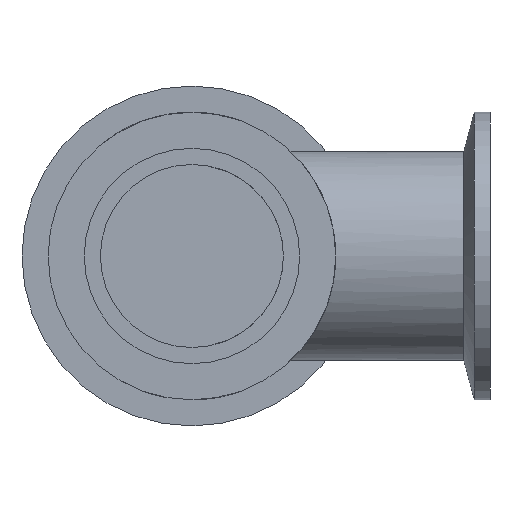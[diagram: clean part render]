
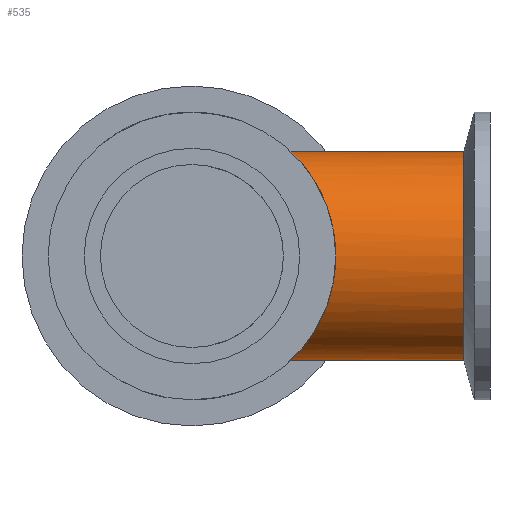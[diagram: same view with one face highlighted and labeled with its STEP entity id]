
A CAD part, front view. The second image highlights one B-rep face of the part: STEP entity #535.
In plain terms, the highlighted cylindrical face has radius 20 mm (diameter 40 mm), a partial arc.
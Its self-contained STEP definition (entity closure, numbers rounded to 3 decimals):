
#20 = CARTESIAN_POINT ( 'NONE',  ( 18.875, 0., 20. ) ) ;
#149 = CARTESIAN_POINT ( 'NONE',  ( 26.976, -19.274, -5.381 ) ) ;
#381 = CARTESIAN_POINT ( 'NONE',  ( 18.875, 0., -20. ) ) ;
#535 = ADVANCED_FACE ( 'NONE', ( #42505 ), #3349, .T. ) ;
#1436 = CARTESIAN_POINT ( 'NONE',  ( 18.913, -1.379, 19.964 ) ) ;
#2079 = ORIENTED_EDGE ( 'NONE', *, *, #8150, .F. ) ;
#3349 = CYLINDRICAL_SURFACE ( 'NONE', #21259, 20. ) ;
#3729 = CARTESIAN_POINT ( 'NONE',  ( 19.07, -2.743, 19.814 ) ) ;
#3951 = EDGE_CURVE ( 'NONE', #5950, #19414, #35211, .T. ) ;
#4041 = CARTESIAN_POINT ( 'NONE',  ( 27.447, -19.927, -1.745 ) ) ;
#4351 = CARTESIAN_POINT ( 'NONE',  ( 24.072, -14.943, -13.308 ) ) ;
#4665 = CARTESIAN_POINT ( 'NONE',  ( 18.875, -0.685, -20. ) ) ;
#4979 = CARTESIAN_POINT ( 'NONE',  ( 26.684, -18.862, -6.657 ) ) ;
#5038 = CARTESIAN_POINT ( 'NONE',  ( 57., 0., 20. ) ) ;
#5950 = VERTEX_POINT ( 'NONE', #59785 ) ;
#6110 = ORIENTED_EDGE ( 'NONE', *, *, #3951, .T. ) ;
#7288 = EDGE_CURVE ( 'NONE', #59894, #28996, #23277, .T. ) ;
#8150 = EDGE_CURVE ( 'NONE', #28996, #19414, #43113, .T. ) ;
#8281 = VECTOR ( 'NONE', #18470, 1000. ) ;
#9185 = CARTESIAN_POINT ( 'NONE',  ( 20.894, -9.03, 17.893 ) ) ;
#9496 = CARTESIAN_POINT ( 'NONE',  ( 21.406, -10.137, 17.286 ) ) ;
#9810 = CARTESIAN_POINT ( 'NONE',  ( 23.007, -13.162, -15.072 ) ) ;
#10127 = CARTESIAN_POINT ( 'NONE',  ( 24.089, -14.985, 13.306 ) ) ;
#11273 = ORIENTED_EDGE ( 'NONE', *, *, #7288, .F. ) ;
#13698 = CARTESIAN_POINT ( 'NONE',  ( 27.101, -19.447, 4.682 ) ) ;
#14010 = CARTESIAN_POINT ( 'NONE',  ( 19.706, -5.673, -19.181 ) ) ;
#14326 = CARTESIAN_POINT ( 'NONE',  ( 19.616, -5.352, -19.274 ) ) ;
#14641 = CARTESIAN_POINT ( 'NONE',  ( 26.433, -18.506, -7.591 ) ) ;
#14908 = CARTESIAN_POINT ( 'NONE',  ( 52., 0., -20. ) ) ;
#14957 = CARTESIAN_POINT ( 'NONE',  ( 22.466, -12.192, -15.866 ) ) ;
#16228 = CARTESIAN_POINT ( 'NONE',  ( 18.875, -0.691, 20. ) ) ;
#18470 = DIRECTION ( 'NONE',  ( -1., 0., 0. ) ) ;
#18494 = CARTESIAN_POINT ( 'NONE',  ( 19.994, -6.623, 18.883 ) ) ;
#18802 = CARTESIAN_POINT ( 'NONE',  ( 22.47, -12.198, 15.862 ) ) ;
#18819 = DIRECTION ( 'NONE',  ( 0., 0., -1. ) ) ;
#19114 = CARTESIAN_POINT ( 'NONE',  ( 19.615, -5.371, 19.277 ) ) ;
#19414 = VERTEX_POINT ( 'NONE', #20 ) ;
#19427 = CARTESIAN_POINT ( 'NONE',  ( 26.761, -18.972, -6.339 ) ) ;
#19746 = CARTESIAN_POINT ( 'NONE',  ( 27.098, -19.443, -4.733 ) ) ;
#21259 = AXIS2_PLACEMENT_3D ( 'NONE', #32866, #42826, #22931 ) ;
#22931 = DIRECTION ( 'NONE',  ( 0., 0., 1. ) ) ;
#23277 = LINE ( 'NONE', #62411, #8281 ) ;
#23302 = CARTESIAN_POINT ( 'NONE',  ( 27.294, -19.717, -3.421 ) ) ;
#23618 = CARTESIAN_POINT ( 'NONE',  ( 23.277, -13.626, -14.653 ) ) ;
#23928 = CARTESIAN_POINT ( 'NONE',  ( 24.837, -16.146, -11.82 ) ) ;
#24239 = CARTESIAN_POINT ( 'NONE',  ( 19.374, -4.382, -19.517 ) ) ;
#24557 = CARTESIAN_POINT ( 'NONE',  ( 27.37, -19.821, -2.756 ) ) ;
#27818 = DIRECTION ( 'NONE',  ( 1., 0., 0. ) ) ;
#28427 = CARTESIAN_POINT ( 'NONE',  ( 26.979, -19.278, 5.337 ) ) ;
#28996 = VERTEX_POINT ( 'NONE', #381 ) ;
#29059 = CARTESIAN_POINT ( 'NONE',  ( 24.586, -15.758, -12.333 ) ) ;
#29373 = CARTESIAN_POINT ( 'NONE',  ( 19.45, -4.707, -19.441 ) ) ;
#31343 = EDGE_LOOP ( 'NONE', ( #11273, #38574, #6110, #2079 ) ) ;
#32256 = EDGE_CURVE ( 'NONE', #5950, #59894, #39413, .T. ) ;
#32866 = CARTESIAN_POINT ( 'NONE',  ( 57., 0., 0. ) ) ;
#33244 = CARTESIAN_POINT ( 'NONE',  ( 27.4, -19.863, 2.696 ) ) ;
#33557 = CARTESIAN_POINT ( 'NONE',  ( 23.285, -13.641, 14.64 ) ) ;
#33871 = CARTESIAN_POINT ( 'NONE',  ( 25.552, -17.232, -10.233 ) ) ;
#34193 = CARTESIAN_POINT ( 'NONE',  ( 19.167, -3.399, -19.72 ) ) ;
#34508 = CARTESIAN_POINT ( 'NONE',  ( 27.493, -19.99, -0.723 ) ) ;
#35211 = LINE ( 'NONE', #5038, #45920 ) ;
#38063 = CARTESIAN_POINT ( 'NONE',  ( 18.875, 0., -20. ) ) ;
#38383 = CARTESIAN_POINT ( 'NONE',  ( 20.207, -7.237, 18.656 ) ) ;
#38574 = ORIENTED_EDGE ( 'NONE', *, *, #32256, .F. ) ;
#38695 = CARTESIAN_POINT ( 'NONE',  ( 26.698, -18.883, 6.625 ) ) ;
#39010 = CARTESIAN_POINT ( 'NONE',  ( 27.155, -19.524, 4.352 ) ) ;
#39329 = CARTESIAN_POINT ( 'NONE',  ( 18.913, -1.378, -19.964 ) ) ;
#39413 = CIRCLE ( 'NONE', #51706, 20. ) ;
#42505 = FACE_OUTER_BOUND ( 'NONE', #31343, .T. ) ;
#42826 = DIRECTION ( 'NONE',  ( -1., 0., 0. ) ) ;
#42889 = CARTESIAN_POINT ( 'NONE',  ( 19.06, -2.733, -19.824 ) ) ;
#42905 = CARTESIAN_POINT ( 'NONE',  ( 52., 0., 0. ) ) ;
#43113 = B_SPLINE_CURVE_WITH_KNOTS ( 'NONE', 3,
 ( #38063, #4665, #39329, #42889, #34193, #24239, #29373, #14326, #14010, #53769, #43828, #57644, #63379, #58910, #14957, #9810, #23618, #48332, #4351, #29059, #23928, #33871, #48948, #14641, #58272, #4979, #19427, #149, #19746, #23302, #24557, #4041, #43200, #34508, #43520, #57959, #33244, #39010, #13698, #28427, #54088, #38695, #53450, #58584, #62747, #62436, #48015, #63066, #10127, #33557, #52831, #18802, #53142, #9496, #9185, #38383, #18494, #19114, #48638, #47702, #44138, #3729, #60172, #1436, #16228, #59864 ),
 .UNSPECIFIED., .F., .F.,
 ( 4, 2, 2, 2, 2, 2, 2, 2, 2, 2, 2, 2, 2, 2, 2, 2, 2, 2, 2, 2, 2, 2, 2, 2, 2, 2, 2, 2, 2, 2, 2, 2, 4 ),
 ( 0.065, 0.067, 0.069, 0.07, 0.071, 0.073, 0.077, 0.079, 0.081, 0.083, 0.085, 0.089, 0.09, 0.092, 0.094, 0.096, 0.097, 0.098, 0.102, 0.103, 0.104, 0.106, 0.108, 0.11, 0.114, 0.116, 0.118, 0.122, 0.124, 0.126, 0.127, 0.128, 0.13 ),
 .UNSPECIFIED. ) ;
#43200 = CARTESIAN_POINT ( 'NONE',  ( 27.466, -19.953, -1.406 ) ) ;
#43520 = CARTESIAN_POINT ( 'NONE',  ( 27.5, -19.999, -0.378 ) ) ;
#43828 = CARTESIAN_POINT ( 'NONE',  ( 20.204, -7.227, -18.659 ) ) ;
#44138 = CARTESIAN_POINT ( 'NONE',  ( 19.178, -3.415, 19.709 ) ) ;
#45920 = VECTOR ( 'NONE', #54466, 1000. ) ;
#47702 = CARTESIAN_POINT ( 'NONE',  ( 19.24, -3.747, 19.649 ) ) ;
#48015 = CARTESIAN_POINT ( 'NONE',  ( 25.32, -16.88, 10.746 ) ) ;
#48332 = CARTESIAN_POINT ( 'NONE',  ( 23.809, -14.517, -13.771 ) ) ;
#48638 = CARTESIAN_POINT ( 'NONE',  ( 19.448, -4.731, 19.444 ) ) ;
#48948 = CARTESIAN_POINT ( 'NONE',  ( 25.98, -17.856, -9.104 ) ) ;
#51706 = AXIS2_PLACEMENT_3D ( 'NONE', #42905, #27818, #18819 ) ;
#52831 = CARTESIAN_POINT ( 'NONE',  ( 23.012, -13.17, 15.065 ) ) ;
#53142 = CARTESIAN_POINT ( 'NONE',  ( 22.2, -11.696, 16.236 ) ) ;
#53450 = CARTESIAN_POINT ( 'NONE',  ( 26.535, -18.652, 7.248 ) ) ;
#53769 = CARTESIAN_POINT ( 'NONE',  ( 19.992, -6.618, -18.885 ) ) ;
#54088 = CARTESIAN_POINT ( 'NONE',  ( 26.912, -19.184, 5.664 ) ) ;
#54466 = DIRECTION ( 'NONE',  ( -1., 0., 0. ) ) ;
#57644 = CARTESIAN_POINT ( 'NONE',  ( 20.882, -9., -17.907 ) ) ;
#57959 = CARTESIAN_POINT ( 'NONE',  ( 27.502, -20.002, 1.346 ) ) ;
#58272 = CARTESIAN_POINT ( 'NONE',  ( 26.52, -18.63, -7.284 ) ) ;
#58584 = CARTESIAN_POINT ( 'NONE',  ( 26.175, -18.135, 8.458 ) ) ;
#58910 = CARTESIAN_POINT ( 'NONE',  ( 22.195, -11.687, -16.243 ) ) ;
#59785 = CARTESIAN_POINT ( 'NONE',  ( 52., 0., 20. ) ) ;
#59864 = CARTESIAN_POINT ( 'NONE',  ( 18.875, 0., 20. ) ) ;
#59894 = VERTEX_POINT ( 'NONE', #14908 ) ;
#60172 = CARTESIAN_POINT ( 'NONE',  ( 19.024, -2.402, 19.858 ) ) ;
#62411 = CARTESIAN_POINT ( 'NONE',  ( 57., 0., -20. ) ) ;
#62436 = CARTESIAN_POINT ( 'NONE',  ( 25.55, -17.222, 10.19 ) ) ;
#62747 = CARTESIAN_POINT ( 'NONE',  ( 25.977, -17.849, 9.046 ) ) ;
#63066 = CARTESIAN_POINT ( 'NONE',  ( 24.605, -15.795, 12.336 ) ) ;
#63379 = CARTESIAN_POINT ( 'NONE',  ( 21.393, -10.11, -17.303 ) ) ;
